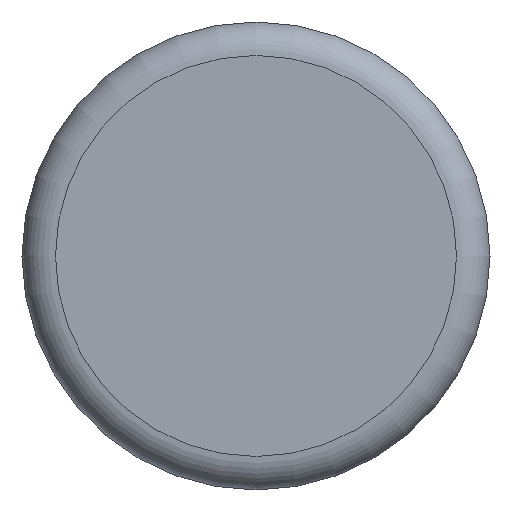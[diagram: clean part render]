
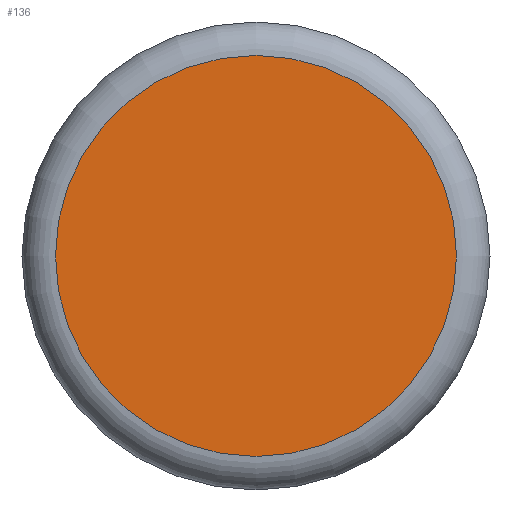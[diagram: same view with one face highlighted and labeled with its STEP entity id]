
A CAD part, top view. The second image highlights one B-rep face of the part: STEP entity #136.
In plain terms, the highlighted planar face has unit normal (0, 0, 1).
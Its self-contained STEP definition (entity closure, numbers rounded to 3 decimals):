
#136 = ADVANCED_FACE( '', ( #294 ), #295, .T. );
#294 = FACE_OUTER_BOUND( '', #498, .T. );
#295 = PLANE( '', #499 );
#498 = EDGE_LOOP( '', ( #767 ) );
#499 = AXIS2_PLACEMENT_3D( '', #768, #769, #770 );
#767 = ORIENTED_EDGE( '', *, *, #1113, .T. );
#768 = CARTESIAN_POINT( '', ( 0., 14., 85. ) );
#769 = DIRECTION( '', ( 0., 0., 1. ) );
#770 = DIRECTION( '', ( 1., 0., 0. ) );
#1113 = EDGE_CURVE( '', #1316, #1316, #1317, .T. );
#1316 = VERTEX_POINT( '', #1596 );
#1317 = CIRCLE( '', #1597, 11.984 );
#1596 = CARTESIAN_POINT( '', ( 11.984, 0., 85. ) );
#1597 = AXIS2_PLACEMENT_3D( '', #1807, #1808, #1809 );
#1807 = CARTESIAN_POINT( '', ( 0., 0., 85. ) );
#1808 = DIRECTION( '', ( 0., 0., 1. ) );
#1809 = DIRECTION( '', ( 1., 0., 0. ) );
